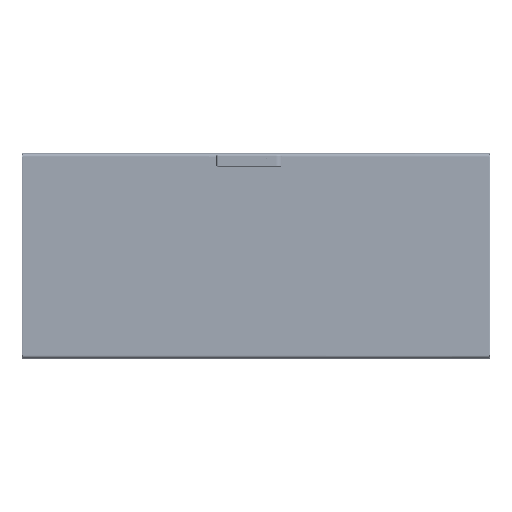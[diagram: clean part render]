
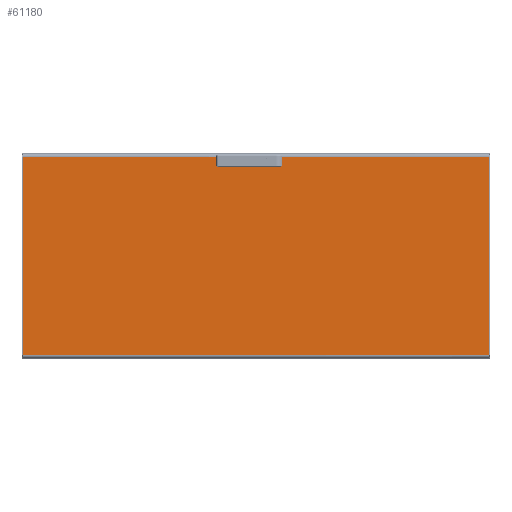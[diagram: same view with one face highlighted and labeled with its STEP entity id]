
A CAD part, top view. The second image highlights one B-rep face of the part: STEP entity #61180.
In plain terms, the highlighted planar face has unit normal (0, 0, 1).
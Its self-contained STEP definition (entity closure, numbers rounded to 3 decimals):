
#577 = DIRECTION ( 'NONE',  ( -1., 0., 0. ) ) ;
#579 = DIRECTION ( 'NONE',  ( 0., 0., 1. ) ) ;
#589 = CARTESIAN_POINT ( 'NONE',  ( 54.3, 275.5, 2. ) ) ;
#1890 = DIRECTION ( 'NONE',  ( -1., 0., 0. ) ) ;
#1898 = DIRECTION ( 'NONE',  ( 1., 0., 0. ) ) ;
#1900 = DIRECTION ( 'NONE',  ( 0., 0., 1. ) ) ;
#1904 = CARTESIAN_POINT ( 'NONE',  ( -54.3, 275.5, 2. ) ) ;
#1906 = DIRECTION ( 'NONE',  ( 1., 0., 0. ) ) ;
#1908 = CARTESIAN_POINT ( 'NONE',  ( -37.662, 280., 2. ) ) ;
#1912 = DIRECTION ( 'NONE',  ( 1., 0., 0. ) ) ;
#1917 = DIRECTION ( 'NONE',  ( 0., 0., 1. ) ) ;
#1920 = CARTESIAN_POINT ( 'NONE',  ( -26., 275.5, 2. ) ) ;
#1922 = DIRECTION ( 'NONE',  ( 1., 0., 0. ) ) ;
#1925 = CARTESIAN_POINT ( 'NONE',  ( -37.662, 271., 2. ) ) ;
#1930 = DIRECTION ( 'NONE',  ( 1., 0., 0. ) ) ;
#1932 = CARTESIAN_POINT ( 'NONE',  ( -14.338, 271., 2. ) ) ;
#1941 = CARTESIAN_POINT ( 'NONE',  ( 37.662, 271., 2. ) ) ;
#1943 = DIRECTION ( 'NONE',  ( -1., 0., 0. ) ) ;
#1945 = DIRECTION ( 'NONE',  ( 0., 0., 1. ) ) ;
#1947 = CARTESIAN_POINT ( 'NONE',  ( 54.3, 275.5, 2. ) ) ;
#1948 = DIRECTION ( 'NONE',  ( -1., 0., 0. ) ) ;
#1950 = DIRECTION ( 'NONE',  ( 0., 0., 1. ) ) ;
#1962 = DIRECTION ( 'NONE',  ( -1., 0., 0. ) ) ;
#1966 = CARTESIAN_POINT ( 'NONE',  ( 37.662, 280., 2. ) ) ;
#1970 = DIRECTION ( 'NONE',  ( -1., 0., 0. ) ) ;
#1971 = DIRECTION ( 'NONE',  ( 0., 0., 1. ) ) ;
#1976 = DIRECTION ( 'NONE',  ( 1., 0., 0. ) ) ;
#1978 = CARTESIAN_POINT ( 'NONE',  ( -675.49, -287.5, 2. ) ) ;
#1982 = DIRECTION ( 'NONE',  ( 1., 0., 0. ) ) ;
#1986 = DIRECTION ( 'NONE',  ( 0., 0., 1. ) ) ;
#1988 = CARTESIAN_POINT ( 'NONE',  ( 26., 275.5, 2. ) ) ;
#1989 = DIRECTION ( 'NONE',  ( -1., 0., 0. ) ) ;
#1991 = CARTESIAN_POINT ( 'NONE',  ( 675.49, 287.5, 2. ) ) ;
#1994 = DIRECTION ( 'NONE',  ( 0., -1., 0. ) ) ;
#2000 = CARTESIAN_POINT ( 'NONE',  ( -675.49, 295., 2. ) ) ;
#2025 = DIRECTION ( 'NONE',  ( 0., 1., 0. ) ) ;
#2026 = CARTESIAN_POINT ( 'NONE',  ( 675.49, -295., 2. ) ) ;
#2037 = CARTESIAN_POINT ( 'NONE',  ( 26., 275.5, 2. ) ) ;
#2046 = CARTESIAN_POINT ( 'NONE',  ( -26., 275.5, 2. ) ) ;
#2063 = DIRECTION ( 'NONE',  ( -1., 0., 0. ) ) ;
#2065 = CARTESIAN_POINT ( 'NONE',  ( 675.49, 287.5, 2. ) ) ;
#24679 = DIRECTION ( 'NONE',  ( 1., 0., 0. ) ) ;
#24680 = DIRECTION ( 'NONE',  ( 0., 0., 1. ) ) ;
#24744 = CARTESIAN_POINT ( 'NONE',  ( -675.5, -295., 2. ) ) ;
#24747 = PLANE ( 'NONE',  #46433 ) ;
#26333 = CARTESIAN_POINT ( 'NONE',  ( 14.338, 271., 2. ) ) ;
#26361 = CARTESIAN_POINT ( 'NONE',  ( -37.662, 280., 2. ) ) ;
#26408 = CARTESIAN_POINT ( 'NONE',  ( -37.662, 271., 2. ) ) ;
#26497 = CARTESIAN_POINT ( 'NONE',  ( -675.49, 287.5, 2. ) ) ;
#26580 = CARTESIAN_POINT ( 'NONE',  ( 54.3, 271., 2. ) ) ;
#26757 = AXIS2_PLACEMENT_3D ( 'NONE', #1904, #1900, #1898 ) ;
#26763 = AXIS2_PLACEMENT_3D ( 'NONE', #1920, #1917, #1912 ) ;
#26767 = AXIS2_PLACEMENT_3D ( 'NONE', #2037, #1971, #1970 ) ;
#26772 = AXIS2_PLACEMENT_3D ( 'NONE', #1988, #1950, #1948 ) ;
#26778 = AXIS2_PLACEMENT_3D ( 'NONE', #2046, #1986, #1982 ) ;
#26787 = AXIS2_PLACEMENT_3D ( 'NONE', #1947, #1945, #1943 ) ;
#26875 = AXIS2_PLACEMENT_3D ( 'NONE', #589, #579, #577 ) ;
#28773 = CARTESIAN_POINT ( 'NONE',  ( 58.8, 275.5, 2. ) ) ;
#28973 = CARTESIAN_POINT ( 'NONE',  ( -14.338, 271., 2. ) ) ;
#29029 = CARTESIAN_POINT ( 'NONE',  ( 675.49, 287.5, 2. ) ) ;
#29134 = CARTESIAN_POINT ( 'NONE',  ( 29.5, 287.5, 2. ) ) ;
#29153 = CARTESIAN_POINT ( 'NONE',  ( 675.49, -287.5, 2. ) ) ;
#29249 = CARTESIAN_POINT ( 'NONE',  ( -54.3, 271., 2. ) ) ;
#29373 = CARTESIAN_POINT ( 'NONE',  ( 54.3, 280., 2. ) ) ;
#29375 = CARTESIAN_POINT ( 'NONE',  ( 37.662, 271., 2. ) ) ;
#29389 = CARTESIAN_POINT ( 'NONE',  ( -675.49, -287.5, 2. ) ) ;
#29409 = CARTESIAN_POINT ( 'NONE',  ( -54.3, 280., 2. ) ) ;
#29414 = CARTESIAN_POINT ( 'NONE',  ( -29.5, 287.5, 2. ) ) ;
#29445 = CARTESIAN_POINT ( 'NONE',  ( 37.662, 280., 2. ) ) ;
#46433 = AXIS2_PLACEMENT_3D ( 'NONE', #24744, #24680, #24679 ) ;
#58586 = VERTEX_POINT ( 'NONE', #26580 ) ;
#58610 = VERTEX_POINT ( 'NONE', #26497 ) ;
#58632 = VERTEX_POINT ( 'NONE', #26408 ) ;
#58647 = VERTEX_POINT ( 'NONE', #26361 ) ;
#58656 = VERTEX_POINT ( 'NONE', #26333 ) ;
#58668 = VERTEX_POINT ( 'NONE', #29445 ) ;
#58678 = VERTEX_POINT ( 'NONE', #29414 ) ;
#58679 = VERTEX_POINT ( 'NONE', #29409 ) ;
#58682 = VERTEX_POINT ( 'NONE', #29389 ) ;
#58685 = VERTEX_POINT ( 'NONE', #29375 ) ;
#58686 = VERTEX_POINT ( 'NONE', #29373 ) ;
#58704 = VERTEX_POINT ( 'NONE', #29249 ) ;
#58724 = VERTEX_POINT ( 'NONE', #29153 ) ;
#58729 = VERTEX_POINT ( 'NONE', #29134 ) ;
#58761 = VERTEX_POINT ( 'NONE', #29029 ) ;
#58778 = VERTEX_POINT ( 'NONE', #28973 ) ;
#58839 = VERTEX_POINT ( 'NONE', #28773 ) ;
#61043 = FACE_OUTER_BOUND ( 'NONE', #67688, .T. ) ;
#61180 = ADVANCED_FACE ( 'NONE', ( #61043 ), #24747, .T. ) ;
#67688 = EDGE_LOOP ( 'NONE', ( #72001, #72002, #72003, #72004, #72005, #72006, #72007, #72008, #72009, #72010, #72011, #72012, #72013, #72014, #72015, #72016, #72017 ) ) ;
#69442 = CIRCLE ( 'NONE', #26875, 4.5 ) ;
#69466 = LINE ( 'NONE', #1978, #69725 ) ;
#69468 = CIRCLE ( 'NONE', #26778, 12.5 ) ;
#69469 = VECTOR ( 'NONE', #1962, 1000. ) ;
#69470 = LINE ( 'NONE', #1941, #69488 ) ;
#69471 = VECTOR ( 'NONE', #1890, 1000. ) ;
#69477 = CIRCLE ( 'NONE', #26767, 12.5 ) ;
#69480 = CIRCLE ( 'NONE', #26787, 4.5 ) ;
#69482 = CIRCLE ( 'NONE', #26772, 12.5 ) ;
#69487 = LINE ( 'NONE', #1932, #69713 ) ;
#69488 = VECTOR ( 'NONE', #1922, 1000. ) ;
#69490 = VECTOR ( 'NONE', #1906, 1000. ) ;
#69492 = CIRCLE ( 'NONE', #26763, 12.5 ) ;
#69493 = LINE ( 'NONE', #1925, #69490 ) ;
#69498 = LINE ( 'NONE', #1908, #69471 ) ;
#69500 = CIRCLE ( 'NONE', #26757, 4.5 ) ;
#69713 = VECTOR ( 'NONE', #1930, 1000. ) ;
#69725 = VECTOR ( 'NONE', #1976, 1000. ) ;
#69749 = LINE ( 'NONE', #1966, #69469 ) ;
#69761 = LINE ( 'NONE', #1991, #69787 ) ;
#69785 = VECTOR ( 'NONE', #1994, 1000. ) ;
#69786 = LINE ( 'NONE', #2000, #69785 ) ;
#69787 = VECTOR ( 'NONE', #1989, 1000. ) ;
#69788 = LINE ( 'NONE', #2026, #69790 ) ;
#69790 = VECTOR ( 'NONE', #2025, 1000. ) ;
#70339 = VECTOR ( 'NONE', #2063, 1000. ) ;
#70365 = LINE ( 'NONE', #2065, #70339 ) ;
#72001 = ORIENTED_EDGE ( 'NONE', *, *, #84456, .F. ) ;
#72002 = ORIENTED_EDGE ( 'NONE', *, *, #84454, .T. ) ;
#72003 = ORIENTED_EDGE ( 'NONE', *, *, #84452, .T. ) ;
#72004 = ORIENTED_EDGE ( 'NONE', *, *, #84457, .T. ) ;
#72005 = ORIENTED_EDGE ( 'NONE', *, *, #84449, .T. ) ;
#72006 = ORIENTED_EDGE ( 'NONE', *, *, #84443, .T. ) ;
#72007 = ORIENTED_EDGE ( 'NONE', *, *, #84458, .F. ) ;
#72008 = ORIENTED_EDGE ( 'NONE', *, *, #84459, .F. ) ;
#72009 = ORIENTED_EDGE ( 'NONE', *, *, #84314, .F. ) ;
#72010 = ORIENTED_EDGE ( 'NONE', *, *, #84464, .F. ) ;
#72011 = ORIENTED_EDGE ( 'NONE', *, *, #84467, .F. ) ;
#72012 = ORIENTED_EDGE ( 'NONE', *, *, #84462, .F. ) ;
#72013 = ORIENTED_EDGE ( 'NONE', *, *, #84466, .F. ) ;
#72014 = ORIENTED_EDGE ( 'NONE', *, *, #84468, .F. ) ;
#72015 = ORIENTED_EDGE ( 'NONE', *, *, #84469, .F. ) ;
#72016 = ORIENTED_EDGE ( 'NONE', *, *, #84471, .F. ) ;
#72017 = ORIENTED_EDGE ( 'NONE', *, *, #84472, .F. ) ;
#84314 = EDGE_CURVE ( 'NONE', #58839, #58686, #69442, .T. ) ;
#84443 = EDGE_CURVE ( 'NONE', #58761, #58729, #70365, .T. ) ;
#84449 = EDGE_CURVE ( 'NONE', #58724, #58761, #69788, .T. ) ;
#84452 = EDGE_CURVE ( 'NONE', #58610, #58682, #69786, .T. ) ;
#84454 = EDGE_CURVE ( 'NONE', #58678, #58610, #69761, .T. ) ;
#84456 = EDGE_CURVE ( 'NONE', #58678, #58647, #69468, .T. ) ;
#84457 = EDGE_CURVE ( 'NONE', #58682, #58724, #69466, .T. ) ;
#84458 = EDGE_CURVE ( 'NONE', #58668, #58729, #69477, .T. ) ;
#84459 = EDGE_CURVE ( 'NONE', #58686, #58668, #69749, .T. ) ;
#84462 = EDGE_CURVE ( 'NONE', #58656, #58685, #69482, .T. ) ;
#84464 = EDGE_CURVE ( 'NONE', #58586, #58839, #69480, .T. ) ;
#84466 = EDGE_CURVE ( 'NONE', #58778, #58656, #69487, .T. ) ;
#84467 = EDGE_CURVE ( 'NONE', #58685, #58586, #69470, .T. ) ;
#84468 = EDGE_CURVE ( 'NONE', #58632, #58778, #69492, .T. ) ;
#84469 = EDGE_CURVE ( 'NONE', #58704, #58632, #69493, .T. ) ;
#84471 = EDGE_CURVE ( 'NONE', #58679, #58704, #69500, .T. ) ;
#84472 = EDGE_CURVE ( 'NONE', #58647, #58679, #69498, .T. ) ;
